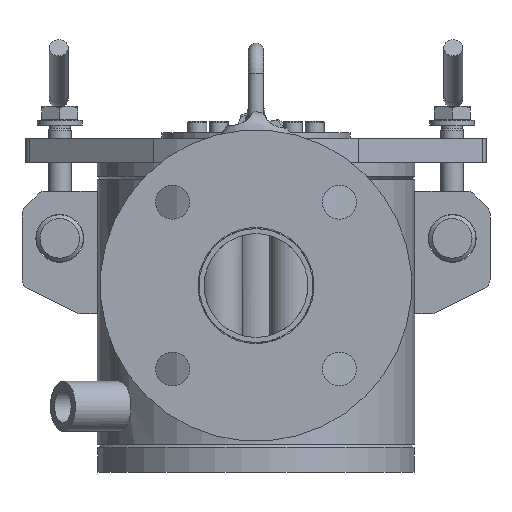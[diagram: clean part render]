
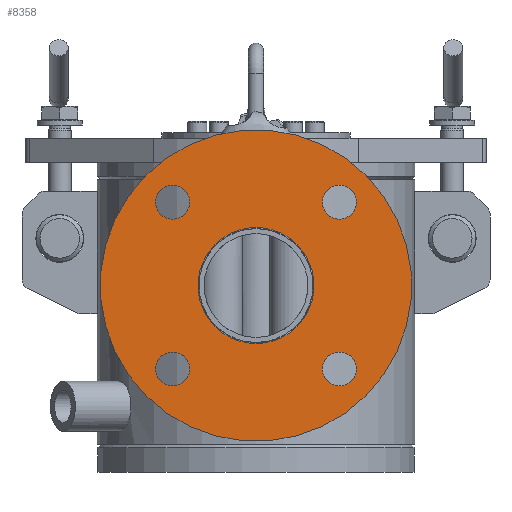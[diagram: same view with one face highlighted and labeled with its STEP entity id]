
A CAD part, front view. The second image highlights one B-rep face of the part: STEP entity #8358.
In plain terms, the highlighted planar face has unit normal (0, -1, 0).
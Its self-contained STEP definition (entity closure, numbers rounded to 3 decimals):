
#351=FACE_BOUND('',#1232,.T.);
#352=FACE_BOUND('',#1233,.T.);
#353=FACE_BOUND('',#1234,.T.);
#354=FACE_BOUND('',#1235,.T.);
#355=FACE_BOUND('',#1236,.T.);
#480=PLANE('',#8957);
#730=FACE_OUTER_BOUND('',#1231,.T.);
#1231=EDGE_LOOP('',(#5597));
#1232=EDGE_LOOP('',(#5598));
#1233=EDGE_LOOP('',(#5599));
#1234=EDGE_LOOP('',(#5600));
#1235=EDGE_LOOP('',(#5601));
#1236=EDGE_LOOP('',(#5602));
#2727=CIRCLE('',#8940,9.);
#2729=CIRCLE('',#8943,9.);
#2731=CIRCLE('',#8946,9.);
#2733=CIRCLE('',#8949,9.);
#2734=CIRCLE('',#8951,30.75);
#2737=CIRCLE('',#8955,82.5);
#3305=VERTEX_POINT('',#12625);
#3307=VERTEX_POINT('',#12631);
#3309=VERTEX_POINT('',#12637);
#3311=VERTEX_POINT('',#12643);
#3312=VERTEX_POINT('',#12647);
#3315=VERTEX_POINT('',#12655);
#4197=EDGE_CURVE('',#3305,#3305,#2727,.T.);
#4200=EDGE_CURVE('',#3307,#3307,#2729,.T.);
#4203=EDGE_CURVE('',#3309,#3309,#2731,.T.);
#4206=EDGE_CURVE('',#3311,#3311,#2733,.T.);
#4207=EDGE_CURVE('',#3312,#3312,#2734,.T.);
#4212=EDGE_CURVE('',#3315,#3315,#2737,.T.);
#5597=ORIENTED_EDGE('',*,*,#4212,.T.);
#5598=ORIENTED_EDGE('',*,*,#4197,.T.);
#5599=ORIENTED_EDGE('',*,*,#4200,.T.);
#5600=ORIENTED_EDGE('',*,*,#4203,.T.);
#5601=ORIENTED_EDGE('',*,*,#4206,.T.);
#5602=ORIENTED_EDGE('',*,*,#4207,.T.);
#8358=ADVANCED_FACE('',(#730,#351,#352,#353,#354,#355),#480,.T.);
#8940=AXIS2_PLACEMENT_3D('',#12627,#10185,#10186);
#8943=AXIS2_PLACEMENT_3D('',#12633,#10192,#10193);
#8946=AXIS2_PLACEMENT_3D('',#12639,#10199,#10200);
#8949=AXIS2_PLACEMENT_3D('',#12645,#10206,#10207);
#8951=AXIS2_PLACEMENT_3D('',#12648,#10210,#10211);
#8955=AXIS2_PLACEMENT_3D('',#12657,#10220,#10221);
#8957=AXIS2_PLACEMENT_3D('',#12659,#10224,#10225);
#10185=DIRECTION('center_axis',(0.,1.,0.));
#10186=DIRECTION('ref_axis',(-0.707,0.,0.707));
#10192=DIRECTION('center_axis',(0.,1.,0.));
#10193=DIRECTION('ref_axis',(-0.707,0.,-0.707));
#10199=DIRECTION('center_axis',(0.,1.,0.));
#10200=DIRECTION('ref_axis',(0.707,0.,-0.707));
#10206=DIRECTION('center_axis',(0.,1.,0.));
#10207=DIRECTION('ref_axis',(0.707,0.,0.707));
#10210=DIRECTION('center_axis',(0.,1.,0.));
#10211=DIRECTION('ref_axis',(0.707,0.,0.707));
#10220=DIRECTION('center_axis',(0.,-1.,0.));
#10221=DIRECTION('ref_axis',(0.707,0.,0.707));
#10224=DIRECTION('center_axis',(0.,-1.,0.));
#10225=DIRECTION('ref_axis',(0.707,0.,0.707));
#12625=CARTESIAN_POINT('',(-37.83,-149.9,48.442));
#12627=CARTESIAN_POINT('Origin',(-44.194,-149.9,54.806));
#12631=CARTESIAN_POINT('',(50.558,-149.9,61.17));
#12633=CARTESIAN_POINT('Origin',(44.194,-149.9,54.806));
#12637=CARTESIAN_POINT('',(37.83,-149.9,149.558));
#12639=CARTESIAN_POINT('Origin',(44.194,-149.9,143.194));
#12643=CARTESIAN_POINT('',(-50.558,-149.9,136.83));
#12645=CARTESIAN_POINT('Origin',(-44.194,-149.9,143.194));
#12647=CARTESIAN_POINT('',(-21.744,-149.9,77.256));
#12648=CARTESIAN_POINT('Origin',(0.,-149.9,
99.));
#12655=CARTESIAN_POINT('',(-58.336,-149.9,40.664));
#12657=CARTESIAN_POINT('Origin',(0.,-149.9,
99.));
#12659=CARTESIAN_POINT('Origin',(0.,-149.9,
99.));
